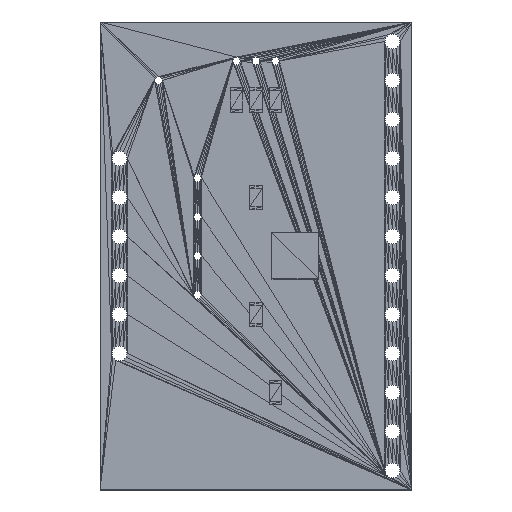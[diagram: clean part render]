
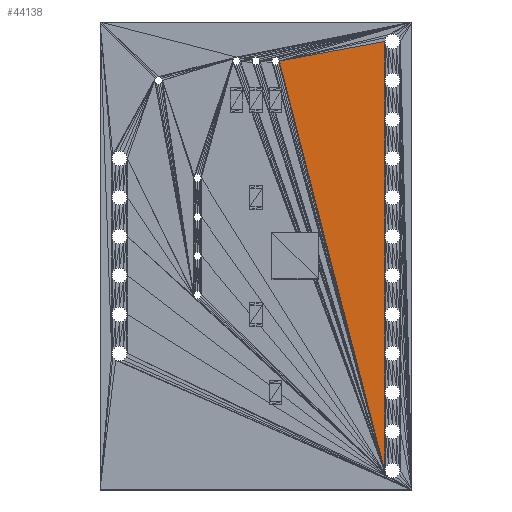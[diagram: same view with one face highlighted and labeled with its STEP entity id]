
A CAD part, top view. The second image highlights one B-rep face of the part: STEP entity #44138.
In plain terms, the highlighted planar face has unit normal (0, 0, 1).
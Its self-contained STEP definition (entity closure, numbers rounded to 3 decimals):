
#2702=FACE_OUTER_BOUND('',#6316,.T.);
#6316=EDGE_LOOP('',(#34680,#34681,#34682,#34683,#34684,#34685,#34686,#34687,
#34688,#34689,#34690,#34691,#34692));
#11428=LINE('',#70407,#17232);
#11453=LINE('',#70456,#17257);
#11478=LINE('',#70505,#17282);
#11503=LINE('',#70554,#17307);
#11528=LINE('',#70603,#17332);
#11553=LINE('',#70652,#17357);
#11578=LINE('',#70701,#17382);
#11603=LINE('',#70750,#17407);
#11628=LINE('',#70799,#17432);
#11653=LINE('',#70848,#17457);
#11678=LINE('',#70897,#17482);
#11691=LINE('',#70923,#17495);
#11692=LINE('',#70924,#17496);
#17232=VECTOR('',#57984,0.01);
#17257=VECTOR('',#58033,0.01);
#17282=VECTOR('',#58082,0.01);
#17307=VECTOR('',#58131,0.01);
#17332=VECTOR('',#58180,0.01);
#17357=VECTOR('',#58229,0.01);
#17382=VECTOR('',#58278,0.01);
#17407=VECTOR('',#58327,0.01);
#17432=VECTOR('',#58376,0.01);
#17457=VECTOR('',#58425,0.01);
#17482=VECTOR('',#58474,0.01);
#17495=VECTOR('',#58499,0.01);
#17496=VECTOR('',#58500,0.01);
#20781=VERTEX_POINT('',#70402);
#20782=VERTEX_POINT('',#70406);
#20794=VERTEX_POINT('',#70452);
#20806=VERTEX_POINT('',#70501);
#20818=VERTEX_POINT('',#70550);
#20830=VERTEX_POINT('',#70599);
#20842=VERTEX_POINT('',#70648);
#20854=VERTEX_POINT('',#70697);
#20866=VERTEX_POINT('',#70746);
#20878=VERTEX_POINT('',#70795);
#20890=VERTEX_POINT('',#70844);
#20902=VERTEX_POINT('',#70893);
#20909=VERTEX_POINT('',#70922);
#25314=EDGE_CURVE('',#20782,#20781,#11428,.T.);
#25339=EDGE_CURVE('',#20781,#20794,#11453,.T.);
#25364=EDGE_CURVE('',#20794,#20806,#11478,.T.);
#25389=EDGE_CURVE('',#20806,#20818,#11503,.T.);
#25414=EDGE_CURVE('',#20818,#20830,#11528,.T.);
#25439=EDGE_CURVE('',#20830,#20842,#11553,.T.);
#25464=EDGE_CURVE('',#20842,#20854,#11578,.T.);
#25489=EDGE_CURVE('',#20854,#20866,#11603,.T.);
#25514=EDGE_CURVE('',#20866,#20878,#11628,.T.);
#25539=EDGE_CURVE('',#20878,#20890,#11653,.T.);
#25564=EDGE_CURVE('',#20890,#20902,#11678,.T.);
#25577=EDGE_CURVE('',#20909,#20902,#11691,.T.);
#25578=EDGE_CURVE('',#20782,#20909,#11692,.T.);
#34680=ORIENTED_EDGE('',*,*,#25577,.F.);
#34681=ORIENTED_EDGE('',*,*,#25578,.F.);
#34682=ORIENTED_EDGE('',*,*,#25314,.T.);
#34683=ORIENTED_EDGE('',*,*,#25339,.T.);
#34684=ORIENTED_EDGE('',*,*,#25364,.T.);
#34685=ORIENTED_EDGE('',*,*,#25389,.T.);
#34686=ORIENTED_EDGE('',*,*,#25414,.T.);
#34687=ORIENTED_EDGE('',*,*,#25439,.T.);
#34688=ORIENTED_EDGE('',*,*,#25464,.T.);
#34689=ORIENTED_EDGE('',*,*,#25489,.T.);
#34690=ORIENTED_EDGE('',*,*,#25514,.T.);
#34691=ORIENTED_EDGE('',*,*,#25539,.T.);
#34692=ORIENTED_EDGE('',*,*,#25564,.T.);
#40524=PLANE('',#48074);
#44138=ADVANCED_FACE('',(#2702),#40524,.T.);
#48074=AXIS2_PLACEMENT_3D('',#70921,#58497,#58498);
#57984=DIRECTION('',(0.,1.,0.));
#58033=DIRECTION('',(0.,1.,0.));
#58082=DIRECTION('',(0.,1.,0.));
#58131=DIRECTION('',(0.,1.,0.));
#58180=DIRECTION('',(0.,1.,0.));
#58229=DIRECTION('',(0.,1.,0.));
#58278=DIRECTION('',(0.,1.,0.));
#58327=DIRECTION('',(0.,1.,0.));
#58376=DIRECTION('',(0.,1.,0.));
#58425=DIRECTION('',(0.,1.,0.));
#58474=DIRECTION('',(0.,1.,0.));
#58497=DIRECTION('center_axis',(0.,0.,1.));
#58498=DIRECTION('ref_axis',(1.,0.,0.));
#58499=DIRECTION('',(0.983,0.182,0.));
#58500=DIRECTION('',(-0.249,0.968,0.));
#70402=CARTESIAN_POINT('',(18.542,3.81,0.8));
#70406=CARTESIAN_POINT('',(18.542,1.27,0.8));
#70407=CARTESIAN_POINT('',(18.542,1.27,0.8));
#70452=CARTESIAN_POINT('',(18.542,6.35,0.8));
#70456=CARTESIAN_POINT('',(18.542,1.27,0.8));
#70501=CARTESIAN_POINT('',(18.542,8.89,0.8));
#70505=CARTESIAN_POINT('',(18.542,1.27,0.8));
#70550=CARTESIAN_POINT('',(18.542,11.43,0.8));
#70554=CARTESIAN_POINT('',(18.542,1.27,0.8));
#70599=CARTESIAN_POINT('',(18.542,13.97,0.8));
#70603=CARTESIAN_POINT('',(18.542,1.27,0.8));
#70648=CARTESIAN_POINT('',(18.542,16.51,0.8));
#70652=CARTESIAN_POINT('',(18.542,1.27,0.8));
#70697=CARTESIAN_POINT('',(18.542,19.05,0.8));
#70701=CARTESIAN_POINT('',(18.542,1.27,0.8));
#70746=CARTESIAN_POINT('',(18.542,21.59,0.8));
#70750=CARTESIAN_POINT('',(18.542,1.27,0.8));
#70795=CARTESIAN_POINT('',(18.542,24.13,0.8));
#70799=CARTESIAN_POINT('',(18.542,1.27,0.8));
#70844=CARTESIAN_POINT('',(18.542,26.67,0.8));
#70848=CARTESIAN_POINT('',(18.542,1.27,0.8));
#70893=CARTESIAN_POINT('',(18.542,29.21,0.8));
#70897=CARTESIAN_POINT('',(18.542,1.27,0.8));
#70921=CARTESIAN_POINT('Origin',(18.542,1.27,0.8));
#70922=CARTESIAN_POINT('',(11.684,27.94,0.8));
#70923=CARTESIAN_POINT('',(11.684,27.94,0.8));
#70924=CARTESIAN_POINT('',(18.542,1.27,0.8));
